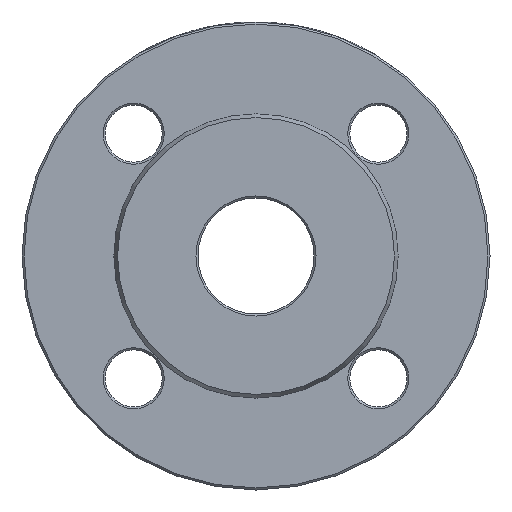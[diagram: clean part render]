
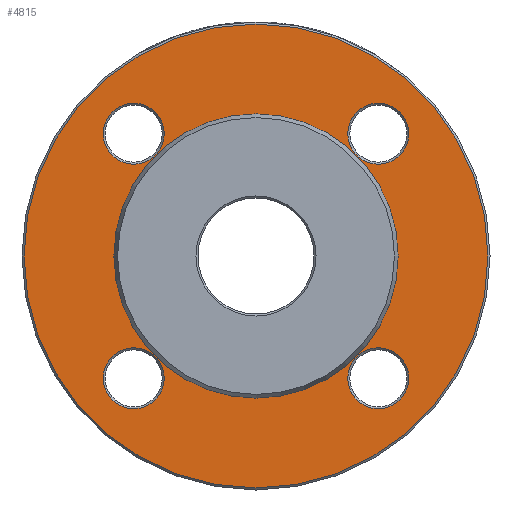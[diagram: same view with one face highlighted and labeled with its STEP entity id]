
A CAD part, left-side view. The second image highlights one B-rep face of the part: STEP entity #4815.
In plain terms, the highlighted planar face has unit normal (-1, 0, 0).
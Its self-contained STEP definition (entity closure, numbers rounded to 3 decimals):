
#74 = DIRECTION ( 'NONE',  ( 0., 1., 0. ) ) ;
#124 = DIRECTION ( 'NONE',  ( 1., 0., 0. ) ) ;
#172 = CIRCLE ( 'NONE', #6561, 7.5 ) ;
#182 = CARTESIAN_POINT ( 'NONE',  ( 2., 37.552, 30.052 ) ) ;
#204 = AXIS2_PLACEMENT_3D ( 'NONE', #4511, #1793, #6124 ) ;
#235 = CARTESIAN_POINT ( 'NONE',  ( 2., 0., 0. ) ) ;
#252 = CARTESIAN_POINT ( 'NONE',  ( 2., 0., -57. ) ) ;
#333 = EDGE_LOOP ( 'NONE', ( #5001 ) ) ;
#427 = VERTEX_POINT ( 'NONE', #6367 ) ;
#581 = FACE_BOUND ( 'NONE', #5859, .T. ) ;
#608 = PLANE ( 'NONE',  #2795 ) ;
#779 = VERTEX_POINT ( 'NONE', #252 ) ;
#839 = ORIENTED_EDGE ( 'NONE', *, *, #6149, .T. ) ;
#945 = EDGE_CURVE ( 'NONE', #1393, #1393, #172, .T. ) ;
#1100 = FACE_BOUND ( 'NONE', #4302, .T. ) ;
#1393 = VERTEX_POINT ( 'NONE', #182 ) ;
#1431 = CARTESIAN_POINT ( 'NONE',  ( 2., 0., 34.933 ) ) ;
#1793 = DIRECTION ( 'NONE',  ( 1., 0., 0. ) ) ;
#1902 = VERTEX_POINT ( 'NONE', #5589 ) ;
#1919 = DIRECTION ( 'NONE',  ( -1., 0., 0. ) ) ;
#2008 = AXIS2_PLACEMENT_3D ( 'NONE', #5388, #4451, #3330 ) ;
#2029 = ORIENTED_EDGE ( 'NONE', *, *, #2573, .T. ) ;
#2039 = DIRECTION ( 'NONE',  ( 1., 0., 0. ) ) ;
#2192 = FACE_OUTER_BOUND ( 'NONE', #333, .T. ) ;
#2330 = CARTESIAN_POINT ( 'NONE',  ( 2., 30.052, -37.552 ) ) ;
#2422 = ORIENTED_EDGE ( 'NONE', *, *, #945, .T. ) ;
#2452 = AXIS2_PLACEMENT_3D ( 'NONE', #3603, #2039, #4193 ) ;
#2573 = EDGE_CURVE ( 'NONE', #6230, #6230, #4699, .T. ) ;
#2674 = CARTESIAN_POINT ( 'NONE',  ( 2., 30.052, -30.052 ) ) ;
#2692 = CIRCLE ( 'NONE', #6624, 34.933 ) ;
#2710 = DIRECTION ( 'NONE',  ( 0., 0., -1. ) ) ;
#2721 = FACE_BOUND ( 'NONE', #5055, .T. ) ;
#2776 = EDGE_LOOP ( 'NONE', ( #4452 ) ) ;
#2795 = AXIS2_PLACEMENT_3D ( 'NONE', #4938, #124, #2856 ) ;
#2856 = DIRECTION ( 'NONE',  ( 0., 0., -1. ) ) ;
#2935 = DIRECTION ( 'NONE',  ( 0., 0., 1. ) ) ;
#3017 = AXIS2_PLACEMENT_3D ( 'NONE', #2674, #6368, #2710 ) ;
#3029 = VERTEX_POINT ( 'NONE', #1431 ) ;
#3154 = EDGE_LOOP ( 'NONE', ( #2029 ) ) ;
#3330 = DIRECTION ( 'NONE',  ( 0., 0., -1. ) ) ;
#3603 = CARTESIAN_POINT ( 'NONE',  ( 2., -30.052, -30.052 ) ) ;
#3819 = FACE_BOUND ( 'NONE', #2776, .T. ) ;
#4151 = EDGE_CURVE ( 'NONE', #1902, #1902, #6276, .T. ) ;
#4193 = DIRECTION ( 'NONE',  ( 0., -1., 0. ) ) ;
#4302 = EDGE_LOOP ( 'NONE', ( #839 ) ) ;
#4374 = CIRCLE ( 'NONE', #2008, 57. ) ;
#4387 = CIRCLE ( 'NONE', #2452, 7.5 ) ;
#4451 = DIRECTION ( 'NONE',  ( -1., 0., 0. ) ) ;
#4452 = ORIENTED_EDGE ( 'NONE', *, *, #5485, .F. ) ;
#4511 = CARTESIAN_POINT ( 'NONE',  ( 2., -30.052, 30.052 ) ) ;
#4699 = CIRCLE ( 'NONE', #3017, 7.5 ) ;
#4745 = EDGE_CURVE ( 'NONE', #779, #779, #4374, .T. ) ;
#4815 = ADVANCED_FACE ( 'NONE', ( #1100, #581, #2721, #4864, #2192, #3819 ), #608, .F. ) ;
#4864 = FACE_BOUND ( 'NONE', #3154, .T. ) ;
#4938 = CARTESIAN_POINT ( 'NONE',  ( 2., 34.933, 0. ) ) ;
#5001 = ORIENTED_EDGE ( 'NONE', *, *, #4745, .T. ) ;
#5055 = EDGE_LOOP ( 'NONE', ( #2422 ) ) ;
#5388 = CARTESIAN_POINT ( 'NONE',  ( 2., 0., 0. ) ) ;
#5406 = DIRECTION ( 'NONE',  ( 1., 0., 0. ) ) ;
#5485 = EDGE_CURVE ( 'NONE', #3029, #3029, #2692, .T. ) ;
#5589 = CARTESIAN_POINT ( 'NONE',  ( 2., -30.052, 37.552 ) ) ;
#5859 = EDGE_LOOP ( 'NONE', ( #6932 ) ) ;
#5909 = CARTESIAN_POINT ( 'NONE',  ( 2., 30.052, 30.052 ) ) ;
#6124 = DIRECTION ( 'NONE',  ( 0., 0., 1. ) ) ;
#6149 = EDGE_CURVE ( 'NONE', #427, #427, #4387, .T. ) ;
#6230 = VERTEX_POINT ( 'NONE', #2330 ) ;
#6276 = CIRCLE ( 'NONE', #204, 7.5 ) ;
#6367 = CARTESIAN_POINT ( 'NONE',  ( 2., -37.552, -30.052 ) ) ;
#6368 = DIRECTION ( 'NONE',  ( 1., 0., 0. ) ) ;
#6561 = AXIS2_PLACEMENT_3D ( 'NONE', #5909, #5406, #74 ) ;
#6624 = AXIS2_PLACEMENT_3D ( 'NONE', #235, #1919, #2935 ) ;
#6932 = ORIENTED_EDGE ( 'NONE', *, *, #4151, .T. ) ;
